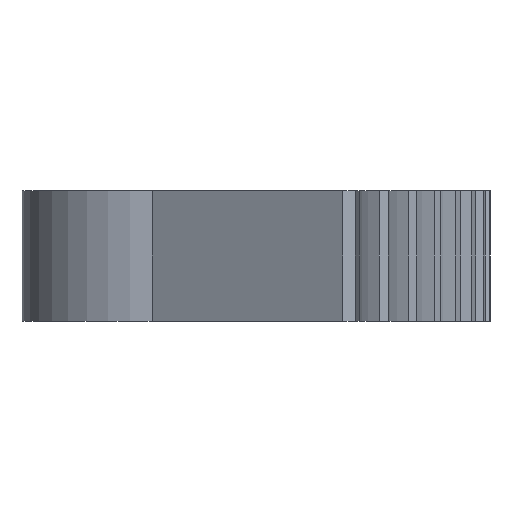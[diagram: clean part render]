
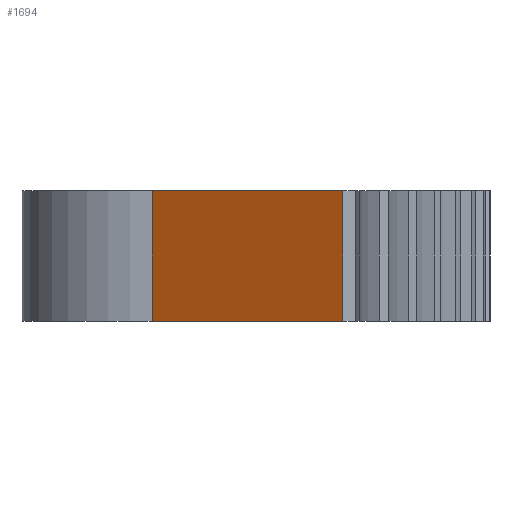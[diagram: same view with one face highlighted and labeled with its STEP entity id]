
A CAD part, left-side view. The second image highlights one B-rep face of the part: STEP entity #1694.
In plain terms, the highlighted planar face has unit normal (-0.86, 0.51, 0).
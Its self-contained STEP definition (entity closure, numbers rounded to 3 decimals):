
#105=PLANE('',#1803);
#139=FACE_OUTER_BOUND('',#231,.T.);
#231=EDGE_LOOP('',(#1132,#1133,#1134,#1135));
#323=LINE('',#2345,#472);
#324=LINE('',#2347,#473);
#325=LINE('',#2349,#474);
#326=LINE('',#2350,#475);
#472=VECTOR('',#1941,10.);
#473=VECTOR('',#1942,10.);
#474=VECTOR('',#1943,10.);
#475=VECTOR('',#1944,10.);
#684=VERTEX_POINT('',#2343);
#685=VERTEX_POINT('',#2344);
#686=VERTEX_POINT('',#2346);
#687=VERTEX_POINT('',#2348);
#863=EDGE_CURVE('',#684,#685,#323,.T.);
#864=EDGE_CURVE('',#686,#684,#324,.T.);
#865=EDGE_CURVE('',#687,#686,#325,.T.);
#866=EDGE_CURVE('',#687,#685,#326,.T.);
#1132=ORIENTED_EDGE('',*,*,#863,.F.);
#1133=ORIENTED_EDGE('',*,*,#864,.F.);
#1134=ORIENTED_EDGE('',*,*,#865,.F.);
#1135=ORIENTED_EDGE('',*,*,#866,.T.);
#1694=ADVANCED_FACE('',(#139),#105,.F.);
#1803=AXIS2_PLACEMENT_3D('',#2342,#1939,#1940);
#1939=DIRECTION('center_axis',(0.86,-0.51,0.));
#1940=DIRECTION('ref_axis',(-0.51,-0.86,0.));
#1941=DIRECTION('',(0.51,0.86,0.));
#1942=DIRECTION('',(0.,0.,-1.));
#1943=DIRECTION('',(-0.51,-0.86,0.));
#1944=DIRECTION('',(0.,0.,-1.));
#2342=CARTESIAN_POINT('Origin',(-5.,0.,5.));
#2343=CARTESIAN_POINT('',(-9.343,-7.33,0.));
#2344=CARTESIAN_POINT('',(-5.,0.,0.));
#2345=CARTESIAN_POINT('',(-4.351,1.096,0.));
#2346=CARTESIAN_POINT('',(-9.343,-7.33,5.));
#2347=CARTESIAN_POINT('',(-9.343,-7.33,0.));
#2348=CARTESIAN_POINT('',(-5.,0.,5.));
#2349=CARTESIAN_POINT('',(-4.351,1.096,5.));
#2350=CARTESIAN_POINT('',(-5.,0.,5.));
